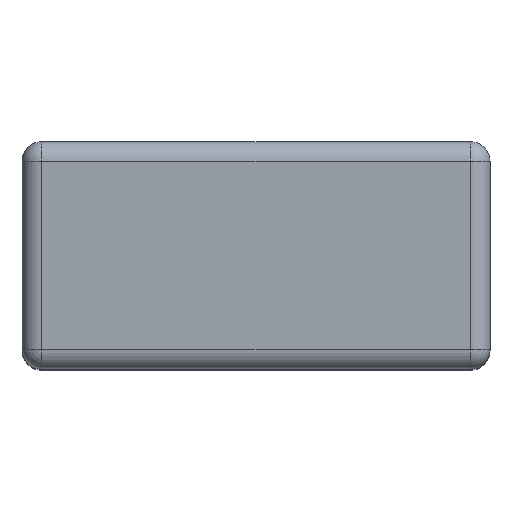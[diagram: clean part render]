
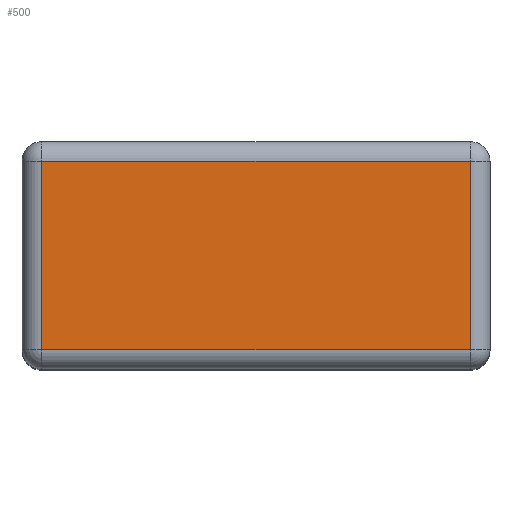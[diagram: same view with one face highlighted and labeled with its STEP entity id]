
A CAD part, top view. The second image highlights one B-rep face of the part: STEP entity #500.
In plain terms, the highlighted planar face has unit normal (0, 0, 1).
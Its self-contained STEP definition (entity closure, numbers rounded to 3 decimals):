
#326=CARTESIAN_POINT('',(3.3,1.45,8.5));
#327=VERTEX_POINT('',#326);
#352=CARTESIAN_POINT('',(3.3,-1.45,8.5));
#353=VERTEX_POINT('',#352);
#354=CARTESIAN_POINT('',(3.3,1.45,8.5));
#355=DIRECTION('',(0.0,-1.0,0.0));
#356=VECTOR('',#355,2.9);
#357=LINE('',#354,#356);
#358=EDGE_CURVE('',#327,#353,#357,.T.);
#394=CARTESIAN_POINT('',(-3.3,-1.45,8.5));
#395=VERTEX_POINT('',#394);
#396=CARTESIAN_POINT('',(3.3,-1.45,8.5));
#397=DIRECTION('',(-1.0,0.0,0.0));
#398=VECTOR('',#397,6.6);
#399=LINE('',#396,#398);
#400=EDGE_CURVE('',#353,#395,#399,.T.);
#436=CARTESIAN_POINT('',(-3.3,1.45,8.5));
#437=VERTEX_POINT('',#436);
#438=CARTESIAN_POINT('',(-3.3,-1.45,8.5));
#439=DIRECTION('',(0.0,1.0,0.0));
#440=VECTOR('',#439,2.9);
#441=LINE('',#438,#440);
#442=EDGE_CURVE('',#395,#437,#441,.T.);
#478=CARTESIAN_POINT('',(-3.3,1.45,8.5));
#479=DIRECTION('',(1.0,0.0,0.0));
#480=VECTOR('',#479,6.6);
#481=LINE('',#478,#480);
#482=EDGE_CURVE('',#437,#327,#481,.T.);
#489=CARTESIAN_POINT('',(0.,0.,8.5));
#490=DIRECTION('',(0.0,0.0,1.0));
#491=DIRECTION('',(1.0,0.0,0.0));
#492=AXIS2_PLACEMENT_3D('',#489,#490,#491);
#493=PLANE('',#492);
#494=ORIENTED_EDGE('',*,*,#482,.F.);
#495=ORIENTED_EDGE('',*,*,#442,.F.);
#496=ORIENTED_EDGE('',*,*,#400,.F.);
#497=ORIENTED_EDGE('',*,*,#358,.F.);
#498=EDGE_LOOP('',(#494,#495,#496,#497));
#499=FACE_OUTER_BOUND('',#498,.T.);
#500=ADVANCED_FACE('',(#499),#493,.T.);
